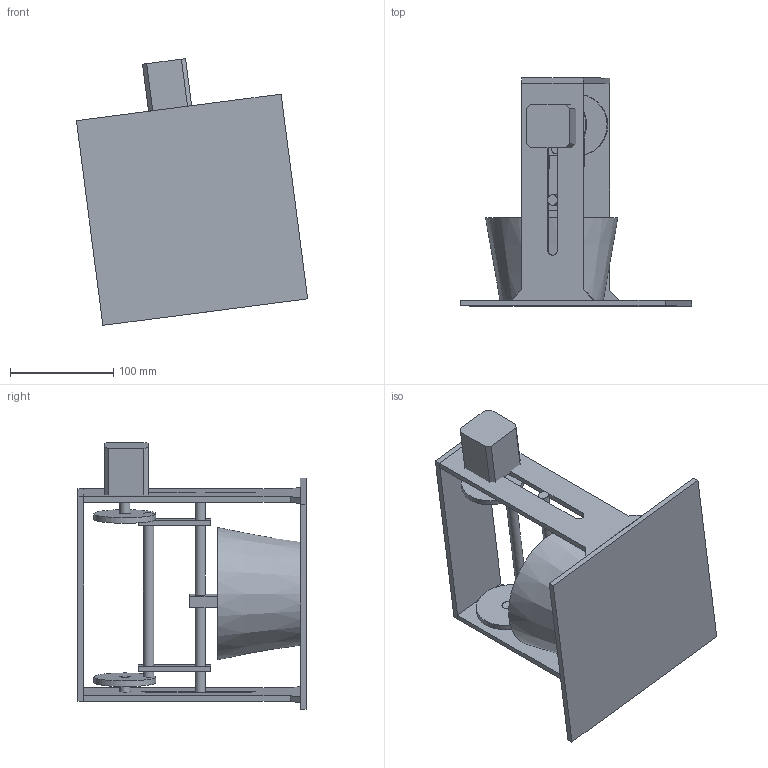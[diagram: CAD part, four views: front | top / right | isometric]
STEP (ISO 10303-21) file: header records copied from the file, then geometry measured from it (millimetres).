
FILE_DESCRIPTION(/* description */ (''),/* implementation_level */ '2;1');
FILE_NAME(/* name */ 'rev4.stp',/* time_stamp */ '2014-07-23T03:16:33+00:00',/* author */ ('shohei'),/* organization */ (''),/* preprocessor_version */ 'ST-DEVELOPER v15.6',/* originating_system */ 'Autodesk Inventor 2015',/* authorisation */ '');
FILE_SCHEMA (('AUTOMOTIVE_DESIGN { 1 0 10303 214 3 1 1 }'));
Length unit declared in the file: millimetre
Products named in the file (14): Part1; pulley; Part4; Part2; baseboard; shaft2; shaft3; mallet_support; mallet2; mallet_aseembly; 42BYGHM809; mortar2; ceilplate; rev4
Bounding box: 224.05 x 221 x 258.43 mm (x, y, z)
Volume: 878081.5 mm3; surface area: 279478.5 mm2
Topology: 16 solids, 16 shells, 114 faces, 237 edges, 161 vertices
Faces by surface type: plane 79, cylinder 28, cone 6, bspline 1
Full cylindrical faces by diameter (mm): 3 x1, 3.242 x4, 5 x1, 10 x15, 22 x1, 60 x2
Entity records: 2472 total; most frequent: DIRECTION 421, CARTESIAN_POINT 415, ORIENTED_EDGE 286, AXIS2_PLACEMENT_3D 160, EDGE_CURVE 143, EDGE_LOOP 127, VERTEX_POINT 108, LINE 101
